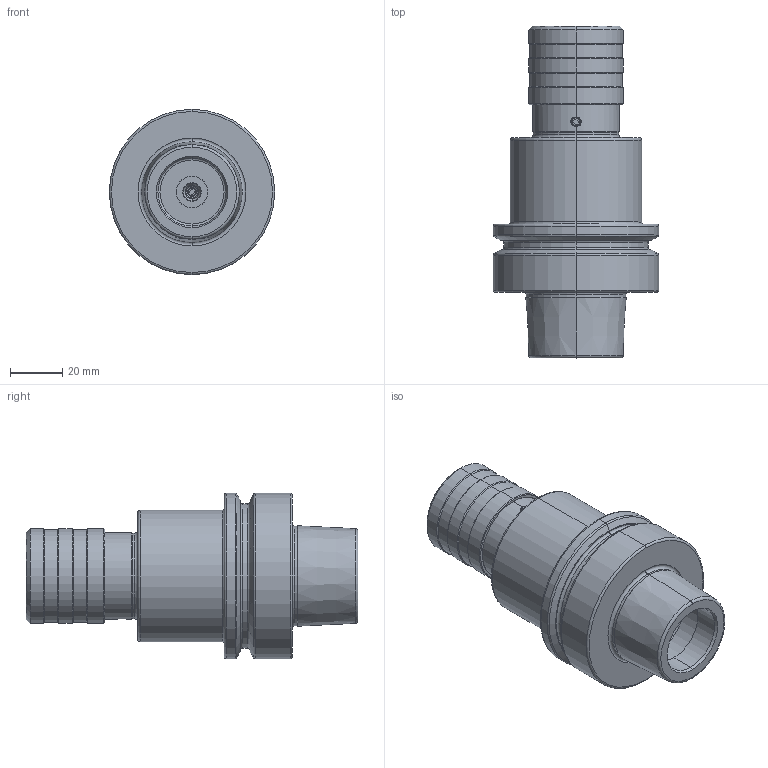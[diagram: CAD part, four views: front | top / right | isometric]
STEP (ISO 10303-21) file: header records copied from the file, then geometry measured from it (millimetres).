
FILE_DESCRIPTION (( 'STEP AP203' ), '1' );
FILE_NAME ('BF2HKF0940001A(HSK63FxWF12)BC09424A.STEP', '2020-01-30T08:42:44', ( '' ), ( '' ), 'SwSTEP 2.0', 'SolidWorks 2017', '' );
FILE_SCHEMA (( 'CONFIG_CONTROL_DESIGN' ));
Length unit declared in the file: millimetre
Products named in the file (10): BF2HKF0940001A(HSK63FxWF12)BC09424A; F09424-01A-; KM10-2013; SB06-3011; 36261-02B; 36261-12B; KM102013; SB06-4030; 36261-03D; SB06-3017
Assembly tree (17 placements, depth 2):
  BF2HKF0940001A(HSK63FxWF12)BC09424A
    F09424-01A-
    36261-02B
    36261-03D
    36261-12B
    KM102013
    SB06-4030  x3
    SB06-3017  x6
    SB06-3011
    KM10-2013  x2
Bounding box: 63 x 126.5 x 63 mm (x, y, z)
Volume: 167008.9 mm3; surface area: 43886.5 mm2
Topology: 17 solids, 17 shells, 362 faces, 869 edges, 533 vertices
Faces by surface type: cylinder 117, cone 82, plane 67, torus 52, sphere 32, bspline 12
Entity records: 13371 total; most frequent: CARTESIAN_POINT 4478, DIRECTION 1699, ORIENTED_EDGE 1542, EDGE_CURVE 771, AXIS2_PLACEMENT_3D 724, VERTEX_POINT 469, CIRCLE 383, EDGE_LOOP 366
